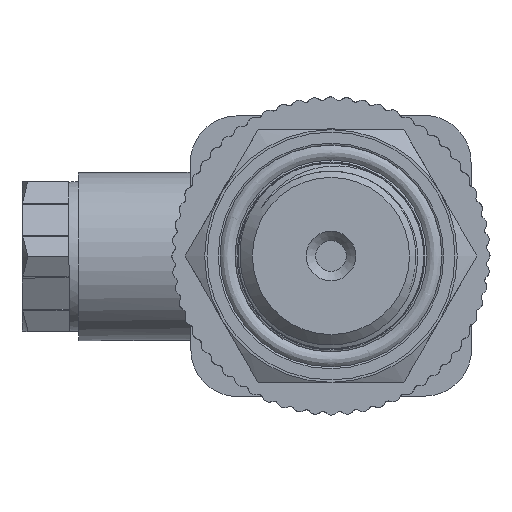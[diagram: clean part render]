
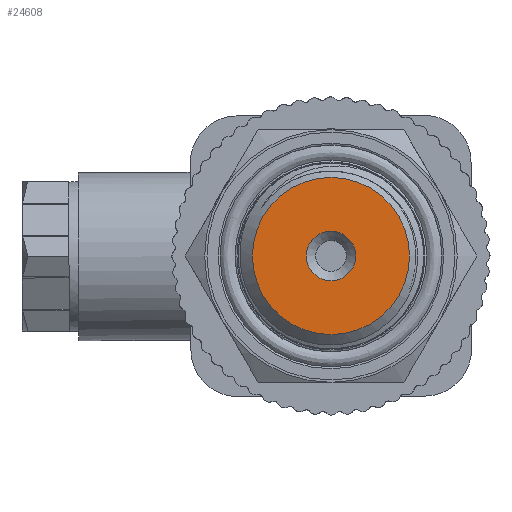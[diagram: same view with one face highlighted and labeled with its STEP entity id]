
A CAD part, left-side view. The second image highlights one B-rep face of the part: STEP entity #24608.
In plain terms, the highlighted planar face has unit normal (-1, 0, 0).
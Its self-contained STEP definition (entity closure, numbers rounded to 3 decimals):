
#313=PLANE('',#25927);
#1534=FACE_BOUND('',#3907,.T.);
#1767=CIRCLE('',#25882,8.4);
#1794=CIRCLE('',#25926,2.65);
#2496=FACE_OUTER_BOUND('',#3906,.T.);
#3906=EDGE_LOOP('',(#18413));
#3907=EDGE_LOOP('',(#18414));
#10838=VERTEX_POINT('',#46437);
#10861=VERTEX_POINT('',#47468);
#13645=EDGE_CURVE('',#10838,#10838,#1767,.T.);
#13684=EDGE_CURVE('',#10861,#10861,#1794,.T.);
#18413=ORIENTED_EDGE('',*,*,#13645,.T.);
#18414=ORIENTED_EDGE('',*,*,#13684,.T.);
#24608=ADVANCED_FACE('',(#2496,#1534),#313,.T.);
#25882=AXIS2_PLACEMENT_3D('',#46439,#27832,#27833);
#25926=AXIS2_PLACEMENT_3D('',#47470,#27928,#27929);
#25927=AXIS2_PLACEMENT_3D('',#47471,#27930,#27931);
#27832=DIRECTION('center_axis',(-1.,0.,0.));
#27833=DIRECTION('ref_axis',(0.,1.,0.));
#27928=DIRECTION('center_axis',(1.,0.,0.));
#27929=DIRECTION('ref_axis',(0.,0.,-1.));
#27930=DIRECTION('center_axis',(-1.,0.,0.));
#27931=DIRECTION('ref_axis',(0.,0.,1.));
#46437=CARTESIAN_POINT('',(-61.,-8.4,0.));
#46439=CARTESIAN_POINT('Origin',(-61.,0.,0.));
#47468=CARTESIAN_POINT('',(-61.,-2.65,0.));
#47470=CARTESIAN_POINT('Origin',(-61.,0.,0.));
#47471=CARTESIAN_POINT('Origin',(-61.,10.,0.));
